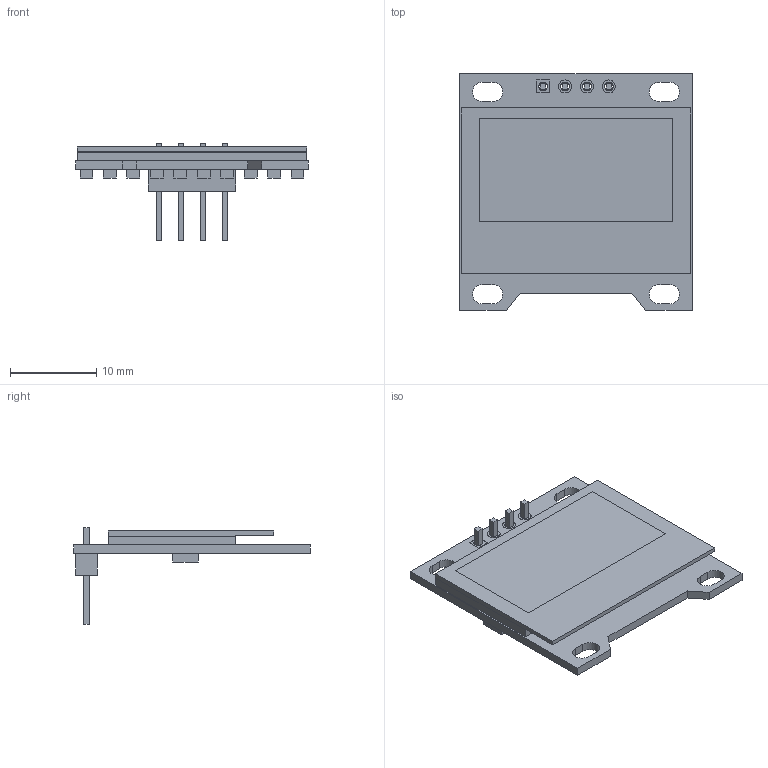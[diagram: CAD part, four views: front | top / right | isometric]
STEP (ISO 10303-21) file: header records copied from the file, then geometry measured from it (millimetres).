
FILE_DESCRIPTION(/* description */ (''),/* implementation_level */ '2;1');
FILE_NAME(/* name */ '128x64Oled.step',/* time_stamp */ '2017-07-20T13:51:27-04:00',/* author */ (''),/* organization */ (''),/* preprocessor_version */ 'ST-DEVELOPER v16.13',/* originating_system */ 'Autodesk Translation Framework v6.1.1.50',/* authorisation */ '');
FILE_SCHEMA (('AP203_CONFIGURATION_CONTROLLED_3D_DESIGN_OF_MECHANICAL_PARTS_AND_ASSEMBLIES_MIM_LF { 1 0 10303 203 3 1 4 }','AUTOMOTIVE_DESIGN { 1 0 10303 214 3 1 1 }'));
Length unit declared in the file: millimetre
Products named in the file (5): 128x64Oled v3; Pins; PinHeader; Screen; Component4
Assembly tree (4 placements, depth 4):
  128x64Oled v3
    Pins
      PinHeader
        Screen
    Component4
Bounding box: 27 x 27.5 x 11.25 mm (x, y, z)
Volume: 1884.3 mm3; surface area: 3664.2 mm2
Topology: 8 solids, 8 shells, 144 faces, 339 edges, 226 vertices
Faces by surface type: plane 125, cylinder 19
Full cylindrical faces by diameter (mm): 1.016 x8, 1.5 x3
Entity records: 4216 total; most frequent: CARTESIAN_POINT 707, DIRECTION 672, ORIENTED_EDGE 656, EDGE_CURVE 328, LINE 290, VECTOR 290, VERTEX_POINT 226, EDGE_LOOP 194
